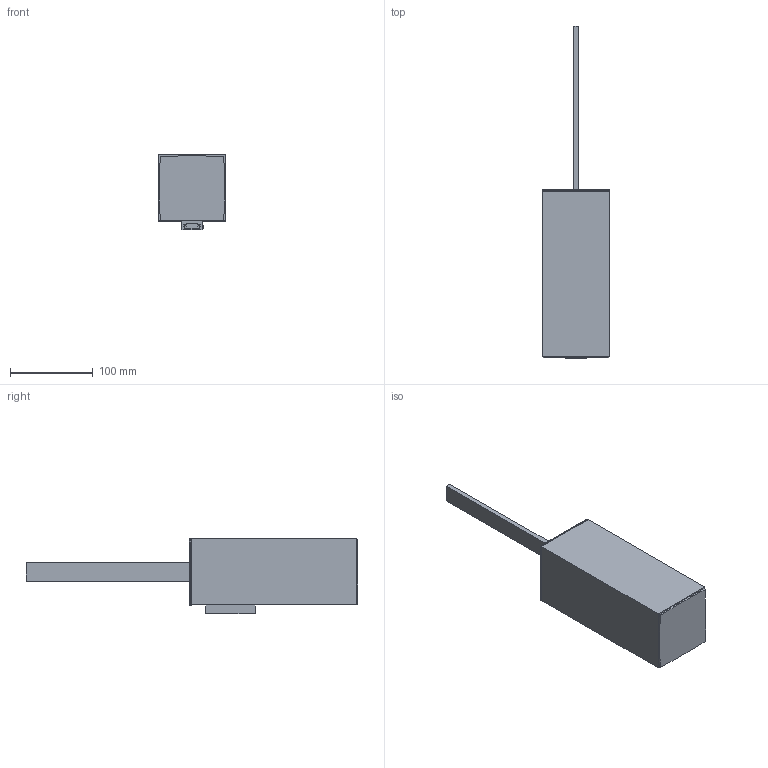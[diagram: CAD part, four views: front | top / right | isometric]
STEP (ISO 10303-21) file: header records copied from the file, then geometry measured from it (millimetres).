
FILE_DESCRIPTION(/* description */ (''),/* implementation_level */ '2;1');
FILE_NAME(/* name */ 'db3b7fe9-8fd9-40ef-b72f-5de4d8975c74.stp',/* time_stamp */ '2020-01-09T13:29:37+00:00',/* author */ (''),/* organization */ (''),/* preprocessor_version */ 'ST-DEVELOPER v18',/* originating_system */ 'Autodesk Translation Framework v8.12.0.6',/* authorisation */ '');
FILE_SCHEMA (('AUTOMOTIVE_DESIGN { 1 0 10303 214 3 1 1 }'));
Length unit declared in the file: millimetre
Products named in the file (1): !UN10620/K
Bounding box: 81.5 x 402.05 x 91.25 mm (x, y, z)
Volume: 199983.6 mm3; surface area: 183623.6 mm2
Topology: 7 solids, 8 shells, 100 faces, 238 edges, 158 vertices
Faces by surface type: plane 70, cylinder 18, bspline 10, cone 2
Full cylindrical faces by diameter (mm): 3.98 x1, 4 x1, 4.5 x2, 9 x2
Entity records: 4873 total; most frequent: CARTESIAN_POINT 2529, ORIENTED_EDGE 476, DIRECTION 450, EDGE_CURVE 238, LINE 172, VECTOR 172, VERTEX_POINT 158, AXIS2_PLACEMENT_3D 139
